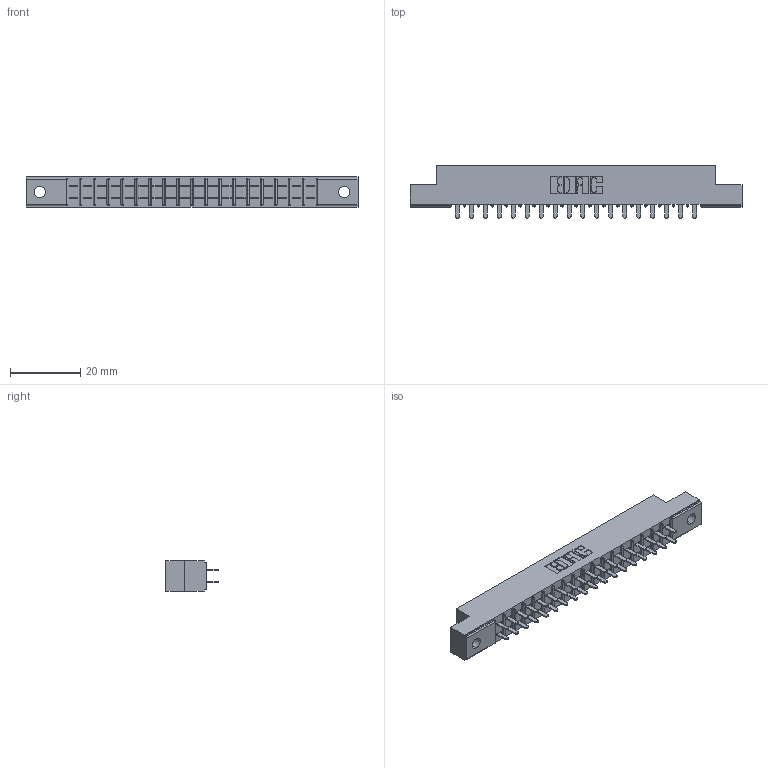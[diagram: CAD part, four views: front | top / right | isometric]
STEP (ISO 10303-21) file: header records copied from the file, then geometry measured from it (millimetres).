
FILE_DESCRIPTION (( 'STEP AP203' ), '1' );
FILE_NAME ('315-036-521-202.STEP', '2019-09-10T16:10:35', ( '' ), ( '' ), 'SwSTEP 2.0', 'SolidWorks 2016', '' );
FILE_SCHEMA (( 'CONFIG_CONTROL_DESIGN' ));
Length unit declared in the file: inch
Products named in the file (3): 305-290-001_521; 315-036-521-202; 305 Part_.128 Dia
Assembly tree (37 placements, depth 2):
  315-036-521-202
    305 Part_.128 Dia
    305-290-001_521  x36
Bounding box: 94.34 x 14.86 x 8.71 mm (x, y, z)
Volume: 5856.4 mm3; surface area: 10409.5 mm2
Topology: 37 solids, 37 shells, 1772 faces, 5050 edges, 3268 vertices
Faces by surface type: plane 1040, cylinder 660, sphere 72
Entity records: 22293 total; most frequent: CARTESIAN_POINT 3688, ORIENTED_EDGE 3656, DIRECTION 3586, EDGE_CURVE 1828, VECTOR 1454, LINE 1454, VERTEX_POINT 1168, AXIS2_PLACEMENT_3D 1066
